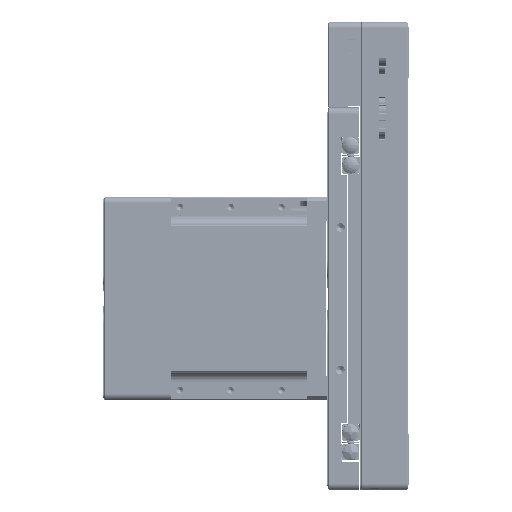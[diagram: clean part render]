
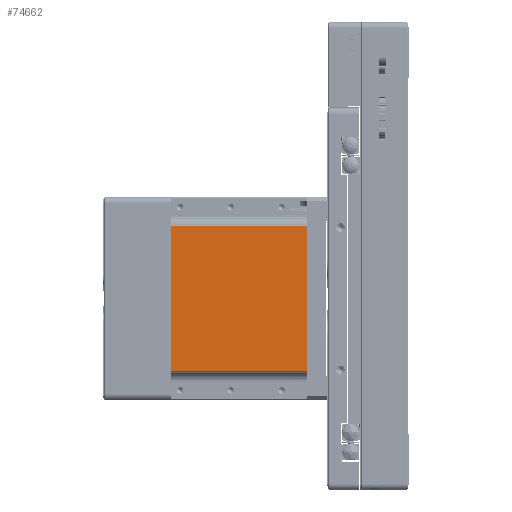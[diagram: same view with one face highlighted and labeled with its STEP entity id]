
A CAD part, left-side view. The second image highlights one B-rep face of the part: STEP entity #74662.
In plain terms, the highlighted planar face has unit normal (-1, 0, 0).
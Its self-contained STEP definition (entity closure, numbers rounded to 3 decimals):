
#3001 = ORIENTED_EDGE ( 'NONE', *, *, #93350, .T. ) ;
#3051 = CARTESIAN_POINT ( 'NONE',  ( -50., 40.5, 35.5 ) ) ;
#4431 = LINE ( 'NONE', #100655, #109278 ) ;
#12624 = AXIS2_PLACEMENT_3D ( 'NONE', #119835, #62854, #33089 ) ;
#20181 = EDGE_LOOP ( 'NONE', ( #3001, #61861, #67661, #38453 ) ) ;
#26956 = CARTESIAN_POINT ( 'NONE',  ( -50., 40.5, -36. ) ) ;
#27216 = VERTEX_POINT ( 'NONE', #41161 ) ;
#27830 = FACE_OUTER_BOUND ( 'NONE', #20181, .T. ) ;
#33089 = DIRECTION ( 'NONE',  ( 0., 1., 0. ) ) ;
#38251 = CARTESIAN_POINT ( 'NONE',  ( -50., 134., -35.5 ) ) ;
#38453 = ORIENTED_EDGE ( 'NONE', *, *, #85221, .T. ) ;
#41161 = CARTESIAN_POINT ( 'NONE',  ( -50., 107.5, 35.5 ) ) ;
#50048 = DIRECTION ( 'NONE',  ( 0., 1., 0. ) ) ;
#55428 = LINE ( 'NONE', #66234, #107008 ) ;
#55956 = DIRECTION ( 'NONE',  ( 0., -1., 0. ) ) ;
#56238 = VECTOR ( 'NONE', #65562, 1000. ) ;
#61861 = ORIENTED_EDGE ( 'NONE', *, *, #84080, .T. ) ;
#62227 = CARTESIAN_POINT ( 'NONE',  ( -50., 40.5, -35.5 ) ) ;
#62854 = DIRECTION ( 'NONE',  ( -1., 0., 0. ) ) ;
#65562 = DIRECTION ( 'NONE',  ( 0., 0., 1. ) ) ;
#65874 = VECTOR ( 'NONE', #55956, 1000. ) ;
#66234 = CARTESIAN_POINT ( 'NONE',  ( -50., 107.5, -36. ) ) ;
#67661 = ORIENTED_EDGE ( 'NONE', *, *, #103462, .T. ) ;
#68007 = VERTEX_POINT ( 'NONE', #3051 ) ;
#74662 = ADVANCED_FACE ( 'NONE', ( #27830 ), #90719, .T. ) ;
#76539 = VERTEX_POINT ( 'NONE', #124711 ) ;
#84080 = EDGE_CURVE ( 'NONE', #121708, #68007, #104822, .T. ) ;
#85221 = EDGE_CURVE ( 'NONE', #27216, #76539, #55428, .T. ) ;
#90719 = PLANE ( 'NONE',  #12624 ) ;
#93350 = EDGE_CURVE ( 'NONE', #76539, #121708, #94594, .T. ) ;
#94594 = LINE ( 'NONE', #38251, #65874 ) ;
#100655 = CARTESIAN_POINT ( 'NONE',  ( -50., 134., 35.5 ) ) ;
#103462 = EDGE_CURVE ( 'NONE', #68007, #27216, #4431, .T. ) ;
#104822 = LINE ( 'NONE', #26956, #56238 ) ;
#104835 = DIRECTION ( 'NONE',  ( 0., 0., -1. ) ) ;
#107008 = VECTOR ( 'NONE', #104835, 1000. ) ;
#109278 = VECTOR ( 'NONE', #50048, 1000. ) ;
#119835 = CARTESIAN_POINT ( 'NONE',  ( -50., 134., -36. ) ) ;
#121708 = VERTEX_POINT ( 'NONE', #62227 ) ;
#124711 = CARTESIAN_POINT ( 'NONE',  ( -50., 107.5, -35.5 ) ) ;
